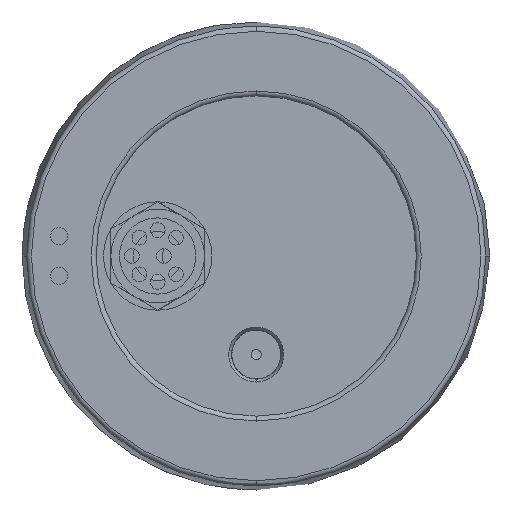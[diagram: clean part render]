
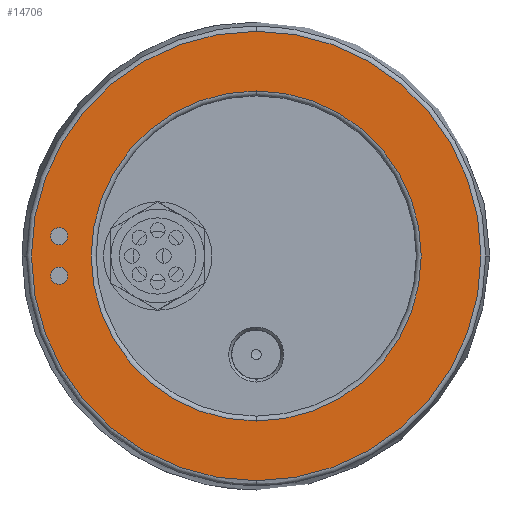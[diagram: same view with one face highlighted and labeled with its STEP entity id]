
A CAD part, left-side view. The second image highlights one B-rep face of the part: STEP entity #14706.
In plain terms, the highlighted planar face has unit normal (-1, 0, 0).
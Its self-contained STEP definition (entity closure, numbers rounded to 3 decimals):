
#597 = AXIS2_PLACEMENT_3D ( 'NONE', #6052, #22816, #20940 ) ;
#778 = CARTESIAN_POINT ( 'NONE',  ( -305.7, 40., -4. ) ) ;
#1042 = EDGE_CURVE ( 'NONE', #8875, #10672, #9011, .T. ) ;
#1301 = EDGE_LOOP ( 'NONE', ( #23779, #22102 ) ) ;
#1337 = AXIS2_PLACEMENT_3D ( 'NONE', #778, #20451, #24304 ) ;
#1541 = AXIS2_PLACEMENT_3D ( 'NONE', #9030, #12797, #24018 ) ;
#2615 = VERTEX_POINT ( 'NONE', #18293 ) ;
#3205 = CIRCLE ( 'NONE', #3814, 1.75 ) ;
#3421 = VERTEX_POINT ( 'NONE', #22127 ) ;
#3814 = AXIS2_PLACEMENT_3D ( 'NONE', #10805, #23904, #12678 ) ;
#4209 = DIRECTION ( 'NONE',  ( -1., 0., 0. ) ) ;
#4257 = CARTESIAN_POINT ( 'NONE',  ( -305.7, 0., -45.621 ) ) ;
#4433 = CARTESIAN_POINT ( 'NONE',  ( -305.7, 0., 45.621 ) ) ;
#4520 = DIRECTION ( 'NONE',  ( 0., 0., -1. ) ) ;
#4679 = DIRECTION ( 'NONE',  ( 0., 0., 1. ) ) ;
#4782 = FACE_OUTER_BOUND ( 'NONE', #1301, .T. ) ;
#5892 = ORIENTED_EDGE ( 'NONE', *, *, #14178, .F. ) ;
#6052 = CARTESIAN_POINT ( 'NONE',  ( -305.7, 0., 0. ) ) ;
#6147 = CARTESIAN_POINT ( 'NONE',  ( -305.7, 40., -4. ) ) ;
#6389 = CARTESIAN_POINT ( 'NONE',  ( -305.7, 0., 0. ) ) ;
#6475 = AXIS2_PLACEMENT_3D ( 'NONE', #10179, #21373, #22820 ) ;
#6919 = CARTESIAN_POINT ( 'NONE',  ( -305.7, 0., 33.5 ) ) ;
#6949 = ORIENTED_EDGE ( 'NONE', *, *, #22786, .F. ) ;
#7213 = AXIS2_PLACEMENT_3D ( 'NONE', #6389, #17592, #4520 ) ;
#7685 = VERTEX_POINT ( 'NONE', #4433 ) ;
#8014 = CIRCLE ( 'NONE', #597, 45.621 ) ;
#8529 = EDGE_LOOP ( 'NONE', ( #21400, #21628 ) ) ;
#8829 = EDGE_LOOP ( 'NONE', ( #23743, #5892 ) ) ;
#8875 = VERTEX_POINT ( 'NONE', #6919 ) ;
#9011 = CIRCLE ( 'NONE', #1541, 33.5 ) ;
#9030 = CARTESIAN_POINT ( 'NONE',  ( -305.7, 0., 0. ) ) ;
#9073 = DIRECTION ( 'NONE',  ( -1., 0., 0. ) ) ;
#9156 = FACE_BOUND ( 'NONE', #19199, .T. ) ;
#9607 = EDGE_CURVE ( 'NONE', #7685, #23488, #23896, .T. ) ;
#9758 = FACE_BOUND ( 'NONE', #8829, .T. ) ;
#10179 = CARTESIAN_POINT ( 'NONE',  ( -305.7, 0., 0. ) ) ;
#10250 = CARTESIAN_POINT ( 'NONE',  ( -305.7, 40., -2.25 ) ) ;
#10672 = VERTEX_POINT ( 'NONE', #11413 ) ;
#10756 = EDGE_CURVE ( 'NONE', #17962, #2615, #3205, .T. ) ;
#10805 = CARTESIAN_POINT ( 'NONE',  ( -305.7, 40., 4. ) ) ;
#11187 = CARTESIAN_POINT ( 'NONE',  ( -305.7, 45.5, 0. ) ) ;
#11303 = EDGE_CURVE ( 'NONE', #10672, #8875, #12892, .T. ) ;
#11379 = CARTESIAN_POINT ( 'NONE',  ( -305.7, 40., 2.25 ) ) ;
#11413 = CARTESIAN_POINT ( 'NONE',  ( -305.7, 0., -33.5 ) ) ;
#11515 = ORIENTED_EDGE ( 'NONE', *, *, #10756, .F. ) ;
#12678 = DIRECTION ( 'NONE',  ( 0., 0., -1. ) ) ;
#12797 = DIRECTION ( 'NONE',  ( 1., 0., 0. ) ) ;
#12892 = CIRCLE ( 'NONE', #7213, 33.5 ) ;
#14178 = EDGE_CURVE ( 'NONE', #3421, #21029, #22324, .T. ) ;
#14265 = CIRCLE ( 'NONE', #15050, 1.75 ) ;
#14706 = ADVANCED_FACE ( 'NONE', ( #9156, #9758, #4782, #23529 ), #17303, .F. ) ;
#14960 = DIRECTION ( 'NONE',  ( 0., 0., -1. ) ) ;
#15050 = AXIS2_PLACEMENT_3D ( 'NONE', #22168, #9073, #20281 ) ;
#16079 = CIRCLE ( 'NONE', #20803, 1.75 ) ;
#17303 = PLANE ( 'NONE',  #18434 ) ;
#17592 = DIRECTION ( 'NONE',  ( 1., 0., 0. ) ) ;
#17962 = VERTEX_POINT ( 'NONE', #11379 ) ;
#18293 = CARTESIAN_POINT ( 'NONE',  ( -305.7, 40., 5.75 ) ) ;
#18434 = AXIS2_PLACEMENT_3D ( 'NONE', #11187, #24270, #14960 ) ;
#19199 = EDGE_LOOP ( 'NONE', ( #6949, #11515 ) ) ;
#19948 = EDGE_CURVE ( 'NONE', #23488, #7685, #8014, .T. ) ;
#20281 = DIRECTION ( 'NONE',  ( 0., 0., -1. ) ) ;
#20451 = DIRECTION ( 'NONE',  ( -1., 0., 0. ) ) ;
#20803 = AXIS2_PLACEMENT_3D ( 'NONE', #6147, #4209, #4679 ) ;
#20940 = DIRECTION ( 'NONE',  ( 0., 0., -1. ) ) ;
#21029 = VERTEX_POINT ( 'NONE', #10250 ) ;
#21373 = DIRECTION ( 'NONE',  ( -1., 0., 0. ) ) ;
#21400 = ORIENTED_EDGE ( 'NONE', *, *, #11303, .T. ) ;
#21628 = ORIENTED_EDGE ( 'NONE', *, *, #1042, .T. ) ;
#22102 = ORIENTED_EDGE ( 'NONE', *, *, #9607, .T. ) ;
#22127 = CARTESIAN_POINT ( 'NONE',  ( -305.7, 40., -5.75 ) ) ;
#22168 = CARTESIAN_POINT ( 'NONE',  ( -305.7, 40., 4. ) ) ;
#22324 = CIRCLE ( 'NONE', #1337, 1.75 ) ;
#22786 = EDGE_CURVE ( 'NONE', #2615, #17962, #14265, .T. ) ;
#22816 = DIRECTION ( 'NONE',  ( -1., 0., 0. ) ) ;
#22820 = DIRECTION ( 'NONE',  ( 0., 0., -1. ) ) ;
#23488 = VERTEX_POINT ( 'NONE', #4257 ) ;
#23529 = FACE_BOUND ( 'NONE', #8529, .T. ) ;
#23633 = EDGE_CURVE ( 'NONE', #21029, #3421, #16079, .T. ) ;
#23743 = ORIENTED_EDGE ( 'NONE', *, *, #23633, .F. ) ;
#23779 = ORIENTED_EDGE ( 'NONE', *, *, #19948, .T. ) ;
#23896 = CIRCLE ( 'NONE', #6475, 45.621 ) ;
#23904 = DIRECTION ( 'NONE',  ( -1., 0., 0. ) ) ;
#24018 = DIRECTION ( 'NONE',  ( 0., 0., -1. ) ) ;
#24270 = DIRECTION ( 'NONE',  ( 1., 0., 0. ) ) ;
#24304 = DIRECTION ( 'NONE',  ( 0., 0., 1. ) ) ;
